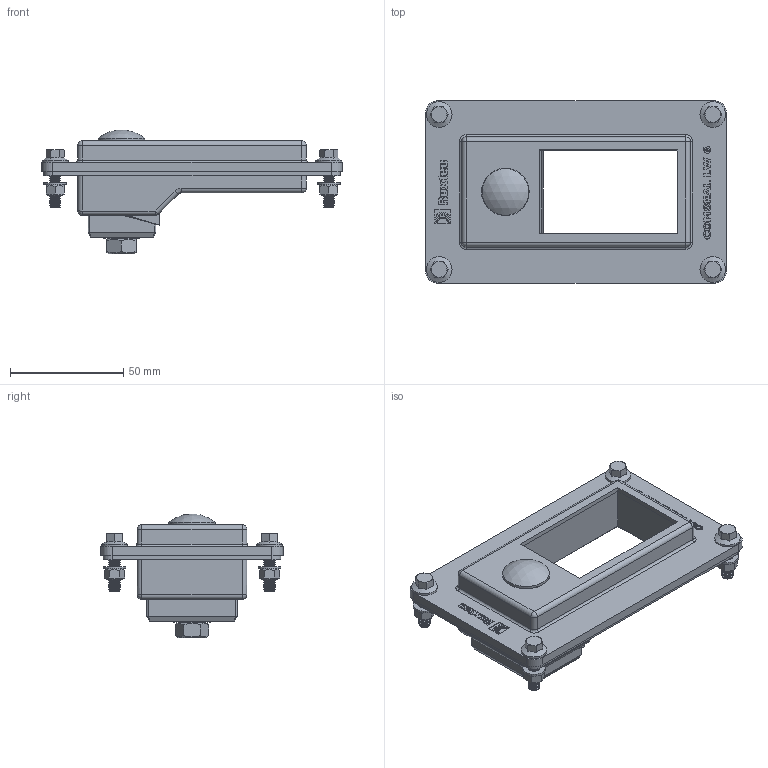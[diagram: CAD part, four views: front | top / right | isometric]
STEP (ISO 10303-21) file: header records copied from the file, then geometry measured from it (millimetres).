
FILE_DESCRIPTION((''),'2;1');
FILE_NAME('Comseal 6 LW.stp','2012-09-19T11:03:48',('se-jenboh'),(''),'Autodesk Inventor 2012','Autodesk Inventor 2012','');
FILE_SCHEMA(('AUTOMOTIVE_DESIGN { 1 0 10303 214 1 1 1 1 }'));
Length unit declared in the file: millimetre
Products named in the file (12): 100-015237; 100-009578; 100-003452; 100-003449; 100-008346; 100-001217; 100-004658; 100-004657; 100-015412; 100-014262; 100-002311; ISO 4032 M5
Assembly tree (20 placements, depth 2):
  100-015237
    100-009578
    100-003452
    100-003449
    100-008346
    100-001217
    100-004658
    100-004657
    100-015412  x4
    100-014262
    100-002311  x4
    ISO 4032 M5  x4
Bounding box: 133 x 80.5 x 54.77 mm (x, y, z)
Volume: 116170.8 mm3; surface area: 62156.6 mm2
Topology: 20 solids, 20 shells, 1832 faces, 4745 edges, 3062 vertices
Faces by surface type: plane 990, cylinder 262, cone 257, bspline 206, torus 106, sphere 11
Full cylindrical faces by diameter (mm): 0.4 x4, 4 x4, 4.134 x4, 4.2 x1, 5 x96, 5.3 x4, 5.5 x4, 6.647 x1, 7.6 x1, 8 x1, 8.4 x1, 10 x5, 11.4 x4, 16 x2, 20.65 x1, 21 x1
Entity records: 44904 total; most frequent: CARTESIAN_POINT 11054, ORIENTED_EDGE 7172, DIRECTION 6092, EDGE_CURVE 3586, VECTOR 2692, LINE 2692, VERTEX_POINT 2422, EDGE_LOOP 1710
